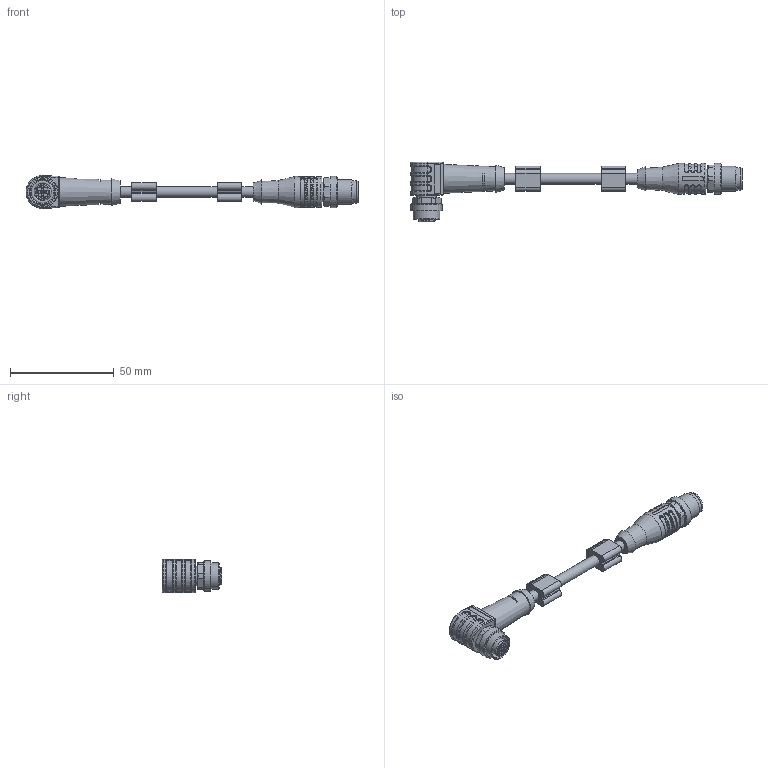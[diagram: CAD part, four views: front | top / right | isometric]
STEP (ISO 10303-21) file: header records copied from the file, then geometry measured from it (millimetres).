
FILE_DESCRIPTION(/* description */ (''),/* implementation_level */ '2;1');
FILE_NAME(/* name */ 'AL-WWAKS3_AL-WASS3.stp',/* time_stamp */ '2015-06-29T15:51:48+02:00',/* author */ ('ESCHA Bauelemente GmbH'),/* organization */ ('ESCHA Bauelemente GmbH'),/* preprocessor_version */ 'ST-DEVELOPER v14',/* originating_system */ 'SIEMENS PLM Software NX 8.0',/* authorisation */ '');
FILE_SCHEMA (('AP203_CONFIGURATION_CONTROLLED_3D_DESIGN_OF_MECHANICAL_PARTS_AND_ASSEMBLIES_MIM_LF { 1 0 10303 403 2 1 2}'));
Length unit declared in the file: millimetre
Products named in the file (1): AL-WAKS5-AL-WASS5
Bounding box: 160.17 x 28.7 x 15.97 mm (x, y, z)
Volume: 17568.6 mm3; surface area: 8991.1 mm2
Topology: 1 solids, 1 shells, 595 faces, 1501 edges, 952 vertices
Faces by surface type: plane 210, cylinder 195, bspline 60, extrusion 57, torus 41, cone 29, sphere 3
Full cylindrical faces by diameter (mm): 1 x3, 1.15 x3, 5.2 x3, 8.3 x1, 9.3 x2, 10.5 x1, 10.8 x1, 10.95 x1, 12 x1, 12.3 x1, 12.8 x1, 15 x3
Entity records: 19190 total; most frequent: CARTESIAN_POINT 5979, ORIENTED_EDGE 2830, DIRECTION 2511, EDGE_CURVE 1415, AXIS2_PLACEMENT_3D 922, VERTEX_POINT 919, EDGE_LOOP 698, VECTOR 667
